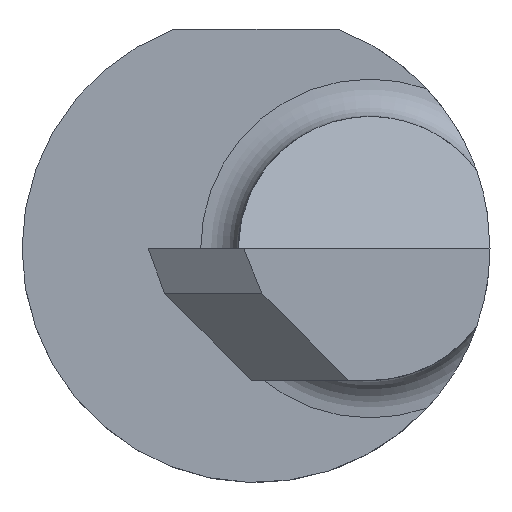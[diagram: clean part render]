
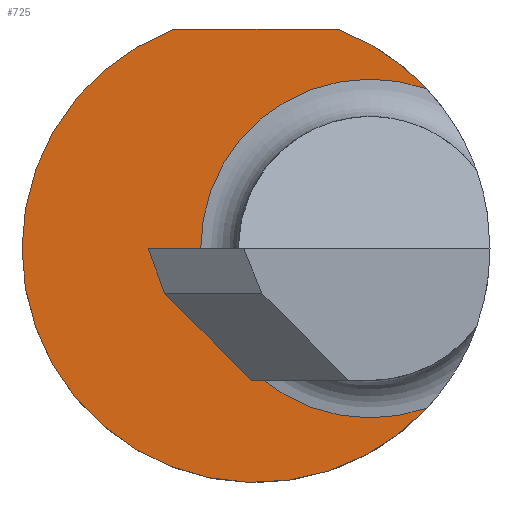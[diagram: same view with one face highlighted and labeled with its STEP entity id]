
A CAD part, left-side view. The second image highlights one B-rep face of the part: STEP entity #725.
In plain terms, the highlighted planar face has unit normal (-1, 0, 0).
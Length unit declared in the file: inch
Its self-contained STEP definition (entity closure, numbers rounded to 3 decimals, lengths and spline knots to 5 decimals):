
#16 = CARTESIAN_POINT ( 'NONE',  ( -1.67, 0.1561, 0. ) ) ;
#29 = VERTEX_POINT ( 'NONE', #597 ) ;
#43 = CARTESIAN_POINT ( 'NONE',  ( -1.67, 0., 0. ) ) ;
#59 = EDGE_CURVE ( 'NONE', #309, #869, #362, .T. ) ;
#89 = CARTESIAN_POINT ( 'NONE',  ( -1.67, -0.11425, 0.10636 ) ) ;
#106 = CIRCLE ( 'NONE', #659, 0.1561 ) ;
#131 = DIRECTION ( 'NONE',  ( 0., -1., 0. ) ) ;
#141 = CARTESIAN_POINT ( 'NONE',  ( -1.67, -0.05497, 0.1461 ) ) ;
#164 = AXIS2_PLACEMENT_3D ( 'NONE', #614, #217, #601 ) ;
#190 = DIRECTION ( 'NONE',  ( 0., -1., 0. ) ) ;
#205 = DIRECTION ( 'NONE',  ( 0., 1., 0. ) ) ;
#217 = DIRECTION ( 'NONE',  ( 1., 0., 0. ) ) ;
#223 = VERTEX_POINT ( 'NONE', #141 ) ;
#230 = ORIENTED_EDGE ( 'NONE', *, *, #600, .F. ) ;
#296 = CIRCLE ( 'NONE', #164, 0.1561 ) ;
#309 = VERTEX_POINT ( 'NONE', #89 ) ;
#313 = FACE_OUTER_BOUND ( 'NONE', #672, .T. ) ;
#347 = CARTESIAN_POINT ( 'NONE',  ( -1.67, 0., 0. ) ) ;
#362 = CIRCLE ( 'NONE', #788, 0.113 ) ;
#364 = ORIENTED_EDGE ( 'NONE', *, *, #526, .F. ) ;
#486 = LINE ( 'NONE', #539, #557 ) ;
#507 = DIRECTION ( 'NONE',  ( -1., 0., 0. ) ) ;
#526 = EDGE_CURVE ( 'NONE', #764, #29, #106, .T. ) ;
#539 = CARTESIAN_POINT ( 'NONE',  ( -1.67, 0.1811, 0.1461 ) ) ;
#547 = DIRECTION ( 'NONE',  ( 0., -1., 0. ) ) ;
#557 = VECTOR ( 'NONE', #205, 39.37008 ) ;
#561 = EDGE_CURVE ( 'NONE', #223, #29, #486, .T. ) ;
#577 = PLANE ( 'NONE',  #619 ) ;
#581 = DIRECTION ( 'NONE',  ( 0., -1., 0. ) ) ;
#587 = AXIS2_PLACEMENT_3D ( 'NONE', #347, #670, #547 ) ;
#597 = CARTESIAN_POINT ( 'NONE',  ( -1.67, 0.05497, 0.1461 ) ) ;
#600 = EDGE_CURVE ( 'NONE', #869, #764, #630, .T. ) ;
#601 = DIRECTION ( 'NONE',  ( 0., -1., 0. ) ) ;
#614 = CARTESIAN_POINT ( 'NONE',  ( -1.67, 0., 0. ) ) ;
#619 = AXIS2_PLACEMENT_3D ( 'NONE', #844, #507, #581 ) ;
#626 = ORIENTED_EDGE ( 'NONE', *, *, #628, .F. ) ;
#628 = EDGE_CURVE ( 'NONE', #223, #309, #296, .T. ) ;
#630 = CIRCLE ( 'NONE', #587, 0.1561 ) ;
#659 = AXIS2_PLACEMENT_3D ( 'NONE', #43, #739, #131 ) ;
#670 = DIRECTION ( 'NONE',  ( 1., 0., 0. ) ) ;
#672 = EDGE_LOOP ( 'NONE', ( #741, #626, #707, #364, #230 ) ) ;
#707 = ORIENTED_EDGE ( 'NONE', *, *, #561, .T. ) ;
#725 = ADVANCED_FACE ( 'NONE', ( #313 ), #577, .T. ) ;
#739 = DIRECTION ( 'NONE',  ( 1., 0., 0. ) ) ;
#741 = ORIENTED_EDGE ( 'NONE', *, *, #59, .F. ) ;
#764 = VERTEX_POINT ( 'NONE', #16 ) ;
#788 = AXIS2_PLACEMENT_3D ( 'NONE', #794, #864, #190 ) ;
#794 = CARTESIAN_POINT ( 'NONE',  ( -1.67, -0.0761, 0. ) ) ;
#844 = CARTESIAN_POINT ( 'NONE',  ( -1.67, 0.1561, 0. ) ) ;
#864 = DIRECTION ( 'NONE',  ( -1., 0., 0. ) ) ;
#869 = VERTEX_POINT ( 'NONE', #870 ) ;
#870 = CARTESIAN_POINT ( 'NONE',  ( -1.67, -0.11425, -0.10636 ) ) ;
